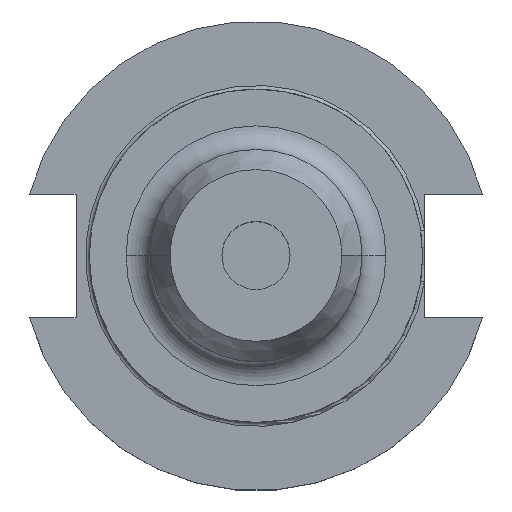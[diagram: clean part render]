
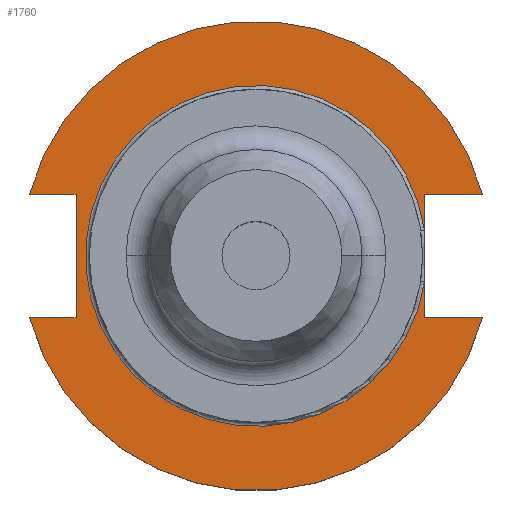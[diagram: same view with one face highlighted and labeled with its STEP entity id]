
A CAD part, top view. The second image highlights one B-rep face of the part: STEP entity #1760.
In plain terms, the highlighted planar face has unit normal (0, 0, 1).
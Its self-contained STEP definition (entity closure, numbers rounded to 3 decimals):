
#3 = CARTESIAN_POINT ( 'NONE',  ( -37.719, 12.954, 19.05 ) ) ;
#7 = LINE ( 'NONE', #702, #125 ) ;
#37 = CARTESIAN_POINT ( 'NONE',  ( 35.306, -5.455, 19.05 ) ) ;
#82 = DIRECTION ( 'NONE',  ( 0., 0., 1. ) ) ;
#84 = ORIENTED_EDGE ( 'NONE', *, *, #930, .F. ) ;
#125 = VECTOR ( 'NONE', #1654, 1000. ) ;
#140 = VECTOR ( 'NONE', #1736, 1000. ) ;
#164 = ORIENTED_EDGE ( 'NONE', *, *, #199, .F. ) ;
#183 = DIRECTION ( 'NONE',  ( -1., 0., 0. ) ) ;
#199 = EDGE_CURVE ( 'NONE', #948, #913, #1553, .T. ) ;
#204 = PLANE ( 'NONE',  #1785 ) ;
#221 = CARTESIAN_POINT ( 'NONE',  ( 0., 49.212, 19.05 ) ) ;
#225 = VECTOR ( 'NONE', #447, 1000. ) ;
#252 = ORIENTED_EDGE ( 'NONE', *, *, #1272, .F. ) ;
#254 = CARTESIAN_POINT ( 'NONE',  ( -47.477, -12.954, 19.05 ) ) ;
#267 = VECTOR ( 'NONE', #1527, 1000. ) ;
#283 = CARTESIAN_POINT ( 'NONE',  ( 35.306, 12.954, 19.05 ) ) ;
#285 = VERTEX_POINT ( 'NONE', #713 ) ;
#321 = EDGE_CURVE ( 'NONE', #1390, #550, #1114, .T. ) ;
#327 = CARTESIAN_POINT ( 'NONE',  ( 35.306, -12.954, 19.05 ) ) ;
#350 = ORIENTED_EDGE ( 'NONE', *, *, #874, .T. ) ;
#355 = CARTESIAN_POINT ( 'NONE',  ( 35.306, -12.954, 19.05 ) ) ;
#371 = VECTOR ( 'NONE', #444, 1000. ) ;
#425 = CARTESIAN_POINT ( 'NONE',  ( 47.477, -12.954, 19.05 ) ) ;
#426 = AXIS2_PLACEMENT_3D ( 'NONE', #1538, #1558, #1663 ) ;
#444 = DIRECTION ( 'NONE',  ( 1., 0., 0. ) ) ;
#447 = DIRECTION ( 'NONE',  ( 1., 0., 0. ) ) ;
#485 = CARTESIAN_POINT ( 'NONE',  ( 47.477, 12.954, 19.05 ) ) ;
#512 = EDGE_CURVE ( 'NONE', #1613, #672, #976, .T. ) ;
#531 = EDGE_CURVE ( 'NONE', #881, #285, #1655, .T. ) ;
#549 = FACE_OUTER_BOUND ( 'NONE', #1156, .T. ) ;
#550 = VERTEX_POINT ( 'NONE', #722 ) ;
#578 = CARTESIAN_POINT ( 'NONE',  ( 0., 0., 19.05 ) ) ;
#590 = DIRECTION ( 'NONE',  ( 0., 0., -1. ) ) ;
#601 = DIRECTION ( 'NONE',  ( 1., 0., 0. ) ) ;
#608 = LINE ( 'NONE', #1743, #140 ) ;
#666 = LINE ( 'NONE', #1153, #267 ) ;
#672 = VERTEX_POINT ( 'NONE', #425 ) ;
#691 = ORIENTED_EDGE ( 'NONE', *, *, #1463, .F. ) ;
#702 = CARTESIAN_POINT ( 'NONE',  ( 35.306, 12.954, 19.05 ) ) ;
#713 = CARTESIAN_POINT ( 'NONE',  ( 35.306, 5.455, 19.05 ) ) ;
#722 = CARTESIAN_POINT ( 'NONE',  ( -37.719, -12.954, 19.05 ) ) ;
#783 = CARTESIAN_POINT ( 'NONE',  ( -63.719, -12.954, 19.05 ) ) ;
#796 = CIRCLE ( 'NONE', #426, 49.212 ) ;
#842 = VECTOR ( 'NONE', #183, 1000. ) ;
#874 = EDGE_CURVE ( 'NONE', #948, #1196, #796, .T. ) ;
#881 = VERTEX_POINT ( 'NONE', #37 ) ;
#913 = VERTEX_POINT ( 'NONE', #1147 ) ;
#930 = EDGE_CURVE ( 'NONE', #1742, #1196, #666, .T. ) ;
#948 = VERTEX_POINT ( 'NONE', #485 ) ;
#976 = LINE ( 'NONE', #327, #225 ) ;
#1011 = ORIENTED_EDGE ( 'NONE', *, *, #531, .T. ) ;
#1037 = LINE ( 'NONE', #3, #1353 ) ;
#1047 = CARTESIAN_POINT ( 'NONE',  ( -37.719, 12.954, 19.05 ) ) ;
#1077 = EDGE_CURVE ( 'NONE', #1390, #672, #1615, .T. ) ;
#1102 = EDGE_CURVE ( 'NONE', #881, #1613, #608, .T. ) ;
#1114 = LINE ( 'NONE', #783, #371 ) ;
#1147 = CARTESIAN_POINT ( 'NONE',  ( 35.306, 12.954, 19.05 ) ) ;
#1153 = CARTESIAN_POINT ( 'NONE',  ( -63.719, 12.954, 19.05 ) ) ;
#1156 = EDGE_LOOP ( 'NONE', ( #1687, #1011, #252, #164, #350, #84, #691, #1501, #1708, #1385 ) ) ;
#1196 = VERTEX_POINT ( 'NONE', #1506 ) ;
#1272 = EDGE_CURVE ( 'NONE', #913, #285, #7, .T. ) ;
#1337 = CARTESIAN_POINT ( 'NONE',  ( 0., 0., 19.05 ) ) ;
#1353 = VECTOR ( 'NONE', #1483, 1000. ) ;
#1355 = DIRECTION ( 'NONE',  ( 0., 0., 1. ) ) ;
#1385 = ORIENTED_EDGE ( 'NONE', *, *, #512, .F. ) ;
#1390 = VERTEX_POINT ( 'NONE', #254 ) ;
#1448 = DIRECTION ( 'NONE',  ( 1., 0., 0. ) ) ;
#1457 = DIRECTION ( 'NONE',  ( 1., 0., 0. ) ) ;
#1463 = EDGE_CURVE ( 'NONE', #550, #1742, #1037, .T. ) ;
#1483 = DIRECTION ( 'NONE',  ( 0., 1., 0. ) ) ;
#1501 = ORIENTED_EDGE ( 'NONE', *, *, #321, .F. ) ;
#1506 = CARTESIAN_POINT ( 'NONE',  ( -47.477, 12.954, 19.05 ) ) ;
#1527 = DIRECTION ( 'NONE',  ( -1., 0., 0. ) ) ;
#1533 = AXIS2_PLACEMENT_3D ( 'NONE', #1337, #1355, #1448 ) ;
#1538 = CARTESIAN_POINT ( 'NONE',  ( 0., 0., 19.05 ) ) ;
#1553 = LINE ( 'NONE', #283, #842 ) ;
#1558 = DIRECTION ( 'NONE',  ( 0., 0., 1. ) ) ;
#1613 = VERTEX_POINT ( 'NONE', #355 ) ;
#1615 = CIRCLE ( 'NONE', #1533, 49.212 ) ;
#1654 = DIRECTION ( 'NONE',  ( 0., -1., 0. ) ) ;
#1655 = CIRCLE ( 'NONE', #1709, 35.725 ) ;
#1663 = DIRECTION ( 'NONE',  ( 1., 0., 0. ) ) ;
#1687 = ORIENTED_EDGE ( 'NONE', *, *, #1102, .F. ) ;
#1708 = ORIENTED_EDGE ( 'NONE', *, *, #1077, .T. ) ;
#1709 = AXIS2_PLACEMENT_3D ( 'NONE', #578, #590, #601 ) ;
#1736 = DIRECTION ( 'NONE',  ( 0., -1., 0. ) ) ;
#1742 = VERTEX_POINT ( 'NONE', #1047 ) ;
#1743 = CARTESIAN_POINT ( 'NONE',  ( 35.306, 12.954, 19.05 ) ) ;
#1760 = ADVANCED_FACE ( 'NONE', ( #549 ), #204, .T. ) ;
#1785 = AXIS2_PLACEMENT_3D ( 'NONE', #221, #82, #1457 ) ;
